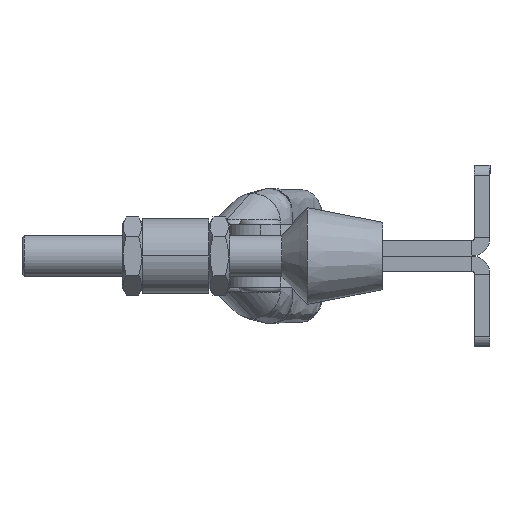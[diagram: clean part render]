
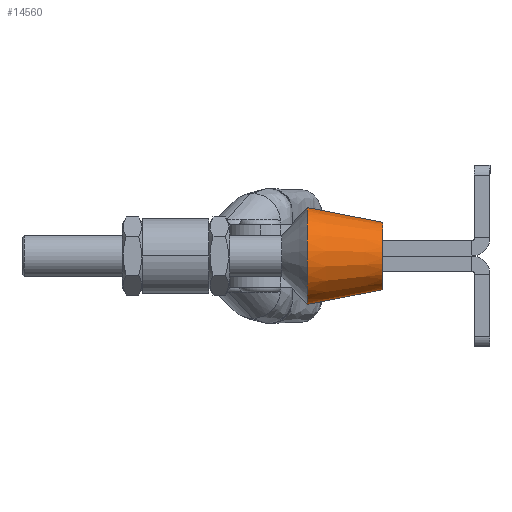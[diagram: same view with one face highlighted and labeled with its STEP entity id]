
A CAD part, left-side view. The second image highlights one B-rep face of the part: STEP entity #14560.
In plain terms, the highlighted conical face has half-angle 11 degrees and reference radius 6.5 mm.
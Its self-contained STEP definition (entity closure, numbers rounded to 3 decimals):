
#570 = VERTEX_POINT ( 'NONE', #4243 ) ;
#587 = VERTEX_POINT ( 'NONE', #4255 ) ;
#594 = VERTEX_POINT ( 'NONE', #4224 ) ;
#625 = VERTEX_POINT ( 'NONE', #4234 ) ;
#4224 = CARTESIAN_POINT ( 'NONE',  ( 0., 0., -6.5 ) ) ;
#4234 = CARTESIAN_POINT ( 'NONE',  ( 0., 0., 6.5 ) ) ;
#4243 = CARTESIAN_POINT ( 'NONE',  ( 0., 14.534, -9.325 ) ) ;
#4255 = CARTESIAN_POINT ( 'NONE',  ( 0., 14.534, 9.325 ) ) ;
#5660 = EDGE_LOOP ( 'NONE', ( #8074, #8076, #7970, #8030 ) ) ;
#7970 = ORIENTED_EDGE ( 'NONE', *, *, #13287, .T. ) ;
#8030 = ORIENTED_EDGE ( 'NONE', *, *, #13299, .T. ) ;
#8074 = ORIENTED_EDGE ( 'NONE', *, *, #13293, .F. ) ;
#8076 = ORIENTED_EDGE ( 'NONE', *, *, #13308, .F. ) ;
#11534 = CARTESIAN_POINT ( 'NONE',  ( 0., 0., 6.5 ) ) ;
#11536 = DIRECTION ( 'NONE',  ( 0., 0.982, 0.191 ) ) ;
#11557 = CARTESIAN_POINT ( 'NONE',  ( 0., 0., -6.5 ) ) ;
#11558 = DIRECTION ( 'NONE',  ( 0., 0.982, -0.191 ) ) ;
#11580 = CARTESIAN_POINT ( 'NONE',  ( 0., 14.534, 0. ) ) ;
#11581 = DIRECTION ( 'NONE',  ( 0., -1., 0. ) ) ;
#11582 = DIRECTION ( 'NONE',  ( 0., 0., -1. ) ) ;
#11634 = CARTESIAN_POINT ( 'NONE',  ( 0., 0., 0. ) ) ;
#11635 = DIRECTION ( 'NONE',  ( 0., -1., 0. ) ) ;
#11636 = DIRECTION ( 'NONE',  ( 0., 0., -1. ) ) ;
#13287 = EDGE_CURVE ( 'NONE', #625, #587, #24704, .T. ) ;
#13293 = EDGE_CURVE ( 'NONE', #594, #570, #24724, .T. ) ;
#13299 = EDGE_CURVE ( 'NONE', #587, #570, #24738, .T. ) ;
#13308 = EDGE_CURVE ( 'NONE', #625, #594, #24758, .T. ) ;
#13359 = AXIS2_PLACEMENT_3D ( 'NONE', #11634, #11635, #11636 ) ;
#13361 = AXIS2_PLACEMENT_3D ( 'NONE', #11580, #11581, #11582 ) ;
#14560 = ADVANCED_FACE ( 'NONE', ( #30391 ), #30397, .T. ) ;
#20285 = AXIS2_PLACEMENT_3D ( 'NONE', #29402, #29400, #29395 ) ;
#24704 = LINE ( 'NONE', #11534, #24709 ) ;
#24709 = VECTOR ( 'NONE', #11536, 1000. ) ;
#24724 = LINE ( 'NONE', #11557, #24726 ) ;
#24726 = VECTOR ( 'NONE', #11558, 1000. ) ;
#24738 = CIRCLE ( 'NONE', #13361, 9.325 ) ;
#24758 = CIRCLE ( 'NONE', #13359, 6.5 ) ;
#29395 = DIRECTION ( 'NONE',  ( 0., 0., 1. ) ) ;
#29400 = DIRECTION ( 'NONE',  ( 0., 1., 0. ) ) ;
#29402 = CARTESIAN_POINT ( 'NONE',  ( 0., 0., 0. ) ) ;
#30391 = FACE_OUTER_BOUND ( 'NONE', #5660, .T. ) ;
#30397 = CONICAL_SURFACE ( 'NONE', #20285, 6.5, 0.192 ) ;
